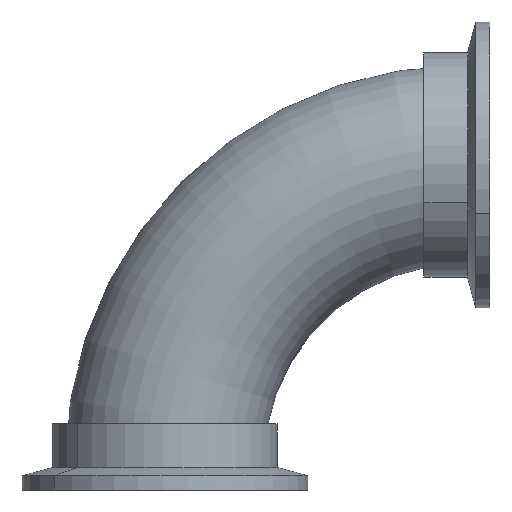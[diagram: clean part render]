
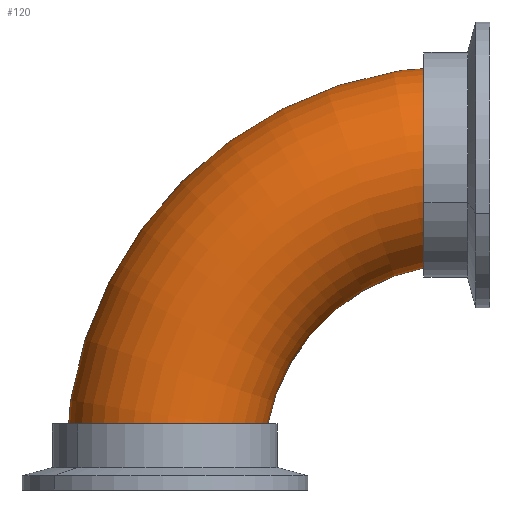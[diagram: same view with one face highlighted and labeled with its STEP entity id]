
A CAD part, front view. The second image highlights one B-rep face of the part: STEP entity #120.
In plain terms, the highlighted toroidal (fillet/blend) face has major radius 57.15 mm and minor radius 19.05 mm.
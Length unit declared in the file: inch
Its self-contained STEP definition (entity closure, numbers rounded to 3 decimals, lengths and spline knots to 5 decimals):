
#50 = CARTESIAN_POINT ( 'NONE',  ( 0.75, 0., 0. ) ) ;
#56 = VERTEX_POINT ( 'NONE', #165 ) ;
#120 = ADVANCED_FACE ( 'NONE', ( #630 ), #502, .T. ) ;
#133 = EDGE_LOOP ( 'NONE', ( #280, #202, #756, #464 ) ) ;
#149 = VERTEX_POINT ( 'NONE', #50 ) ;
#154 = VERTEX_POINT ( 'NONE', #287 ) ;
#157 = DIRECTION ( 'NONE',  ( 0., 1., 0. ) ) ;
#158 = CARTESIAN_POINT ( 'NONE',  ( 0., 0., 0. ) ) ;
#165 = CARTESIAN_POINT ( 'NONE',  ( 2.25, 0., 3. ) ) ;
#166 = AXIS2_PLACEMENT_3D ( 'NONE', #158, #631, #460 ) ;
#185 = DIRECTION ( 'NONE',  ( 0., 0., 1. ) ) ;
#202 = ORIENTED_EDGE ( 'NONE', *, *, #721, .T. ) ;
#209 = CARTESIAN_POINT ( 'NONE',  ( 2.25, 0., 1.5 ) ) ;
#219 = CARTESIAN_POINT ( 'NONE',  ( 2.25, 0., 2.25 ) ) ;
#242 = DIRECTION ( 'NONE',  ( 1., 0., 0. ) ) ;
#269 = DIRECTION ( 'NONE',  ( 0., 1., 0. ) ) ;
#280 = ORIENTED_EDGE ( 'NONE', *, *, #529, .F. ) ;
#282 = EDGE_CURVE ( 'NONE', #56, #447, #740, .T. ) ;
#287 = CARTESIAN_POINT ( 'NONE',  ( -0.75, 0., 0. ) ) ;
#331 = DIRECTION ( 'NONE',  ( 0., 0., 1. ) ) ;
#366 = DIRECTION ( 'NONE',  ( 0., 0., -1. ) ) ;
#380 = EDGE_CURVE ( 'NONE', #149, #447, #407, .T. ) ;
#407 = CIRCLE ( 'NONE', #467, 1.5 ) ;
#429 = AXIS2_PLACEMENT_3D ( 'NONE', #750, #269, #524 ) ;
#437 = CIRCLE ( 'NONE', #546, 3. ) ;
#446 = CIRCLE ( 'NONE', #166, 0.75 ) ;
#447 = VERTEX_POINT ( 'NONE', #209 ) ;
#460 = DIRECTION ( 'NONE',  ( 1., 0., 0. ) ) ;
#464 = ORIENTED_EDGE ( 'NONE', *, *, #282, .F. ) ;
#467 = AXIS2_PLACEMENT_3D ( 'NONE', #479, #544, #185 ) ;
#479 = CARTESIAN_POINT ( 'NONE',  ( 2.25, 0., 0. ) ) ;
#502 = TOROIDAL_SURFACE ( 'NONE', #429, 2.25, 0.75 ) ;
#524 = DIRECTION ( 'NONE',  ( 0., 0., 1. ) ) ;
#529 = EDGE_CURVE ( 'NONE', #154, #56, #437, .T. ) ;
#544 = DIRECTION ( 'NONE',  ( 0., 1., 0. ) ) ;
#546 = AXIS2_PLACEMENT_3D ( 'NONE', #686, #157, #331 ) ;
#630 = FACE_OUTER_BOUND ( 'NONE', #133, .T. ) ;
#631 = DIRECTION ( 'NONE',  ( 0., 0., 1. ) ) ;
#674 = AXIS2_PLACEMENT_3D ( 'NONE', #219, #242, #366 ) ;
#686 = CARTESIAN_POINT ( 'NONE',  ( 2.25, 0., 0. ) ) ;
#721 = EDGE_CURVE ( 'NONE', #154, #149, #446, .T. ) ;
#740 = CIRCLE ( 'NONE', #674, 0.75 ) ;
#750 = CARTESIAN_POINT ( 'NONE',  ( 2.25, 0., 0. ) ) ;
#756 = ORIENTED_EDGE ( 'NONE', *, *, #380, .T. ) ;
